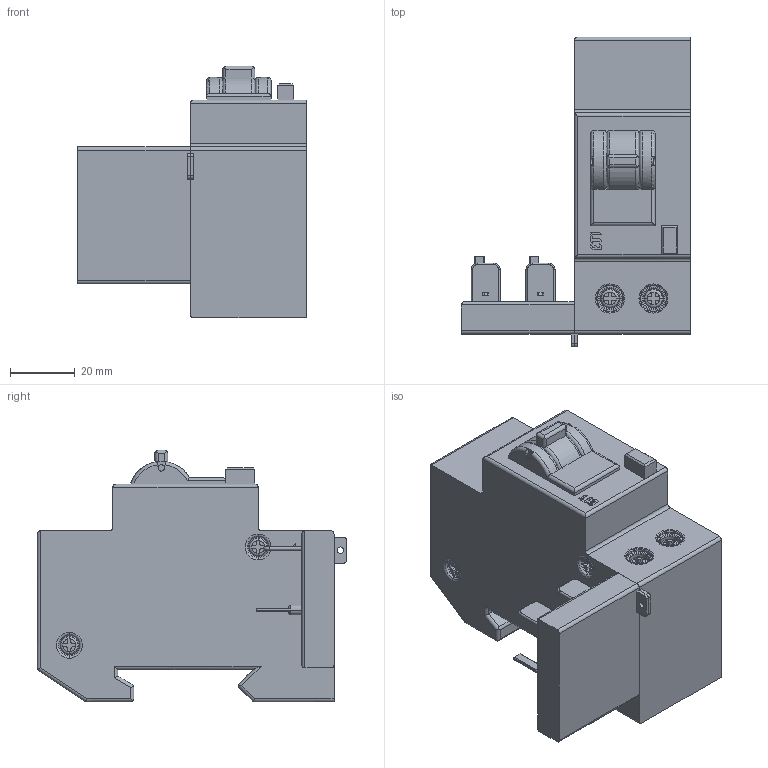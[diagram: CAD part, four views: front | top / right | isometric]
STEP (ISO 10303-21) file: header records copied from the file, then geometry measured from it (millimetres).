
FILE_DESCRIPTION((''),'2;1');
FILE_NAME('DIFO2_ASM','2021-08-24T',('marketing.praksa'),('Audax d.o.o.'),'CREO PARAMETRIC BY PTC INC, 2017480','CREO PARAMETRIC BY PTC INC, 2017480','');
FILE_SCHEMA(('AUTOMOTIVE_DESIGN { 1 0 10303 214 1 1 1 1 }'));
Length unit declared in the file: millimetre
Products named in the file (21): 1AE_1; 1D9_1; 1E8_1; 20F_1; 21E_1; 459-124_1; 459-125_1; 459-126_1; 4B2_1; 4BF_1; 594_1; 5A3_1; 644_1; 657_1; 66F_1; 67C_1; 68B_1; 694_1; 745_1; 757_1; DIFO2_ASM
Assembly tree (20 placements, depth 2):
  DIFO2_ASM
    1AE_1
    1D9_1
    1E8_1
    20F_1
    21E_1
    459-124_1
    459-125_1
    459-126_1
    4B2_1
    4BF_1
    594_1
    5A3_1
    644_1
    657_1
    66F_1
    67C_1
    68B_1
    694_1
    745_1
    757_1
Bounding box: 71 x 96 x 78 mm (x, y, z)
Volume: 192852.1 mm3; surface area: 33880.9 mm2
Topology: 20 solids, 20 shells, 550 faces, 1700 edges, 1199 vertices
Faces by surface type: plane 280, cylinder 188, torus 82
Entity records: 30861 total; most frequent: CARTESIAN_POINT 4844, ORIENTED_EDGE 3400, DIRECTION 3349, PRESENTATION_STYLE_ASSIGNMENT 2270, STYLED_ITEM 2270, CURVE_STYLE 1700, EDGE_CURVE 1700, AXIS2_PLACEMENT_3D 1302
